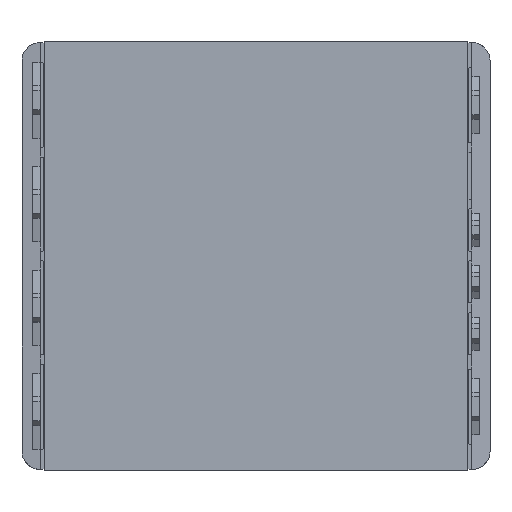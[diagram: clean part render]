
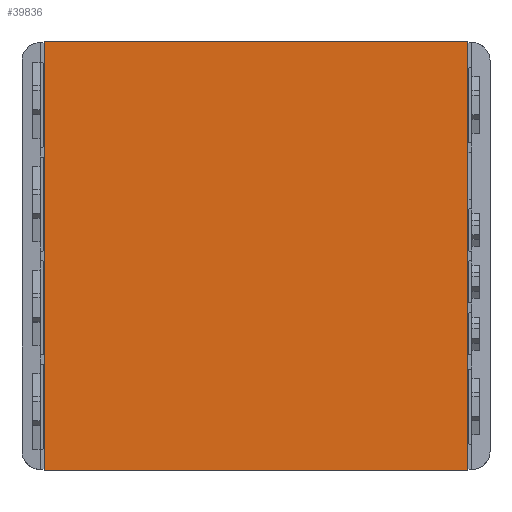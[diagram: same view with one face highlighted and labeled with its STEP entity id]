
A CAD part, top view. The second image highlights one B-rep face of the part: STEP entity #39836.
In plain terms, the highlighted face is planar.
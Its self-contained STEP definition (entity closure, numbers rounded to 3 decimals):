
#2136 = EDGE_CURVE ( 'NONE', #20122, #34130, #28427, .T. ) ;
#2863 = CARTESIAN_POINT ( 'NONE',  ( -2.44, -24.153, -16.388 ) ) ;
#4524 = CARTESIAN_POINT ( 'NONE',  ( -24.94, -24.153, -16.388 ) ) ;
#5425 = ORIENTED_EDGE ( 'NONE', *, *, #19849, .T. ) ;
#7064 = VERTEX_POINT ( 'NONE', #29141 ) ;
#8164 = EDGE_LOOP ( 'NONE', ( #14338, #10287, #26765, #5425 ) ) ;
#9080 = CARTESIAN_POINT ( 'NONE',  ( -2.44, -24.153, -16.388 ) ) ;
#9162 = VECTOR ( 'NONE', #23119, 1000. ) ;
#10287 = ORIENTED_EDGE ( 'NONE', *, *, #36164, .T. ) ;
#10847 = VECTOR ( 'NONE', #12263, 1000. ) ;
#12263 = DIRECTION ( 'NONE',  ( 0., -1., 0. ) ) ;
#12823 = DIRECTION ( 'NONE',  ( 0., 1., 0. ) ) ;
#13168 = VECTOR ( 'NONE', #12823, 1000. ) ;
#14338 = ORIENTED_EDGE ( 'NONE', *, *, #2136, .T. ) ;
#14367 = CARTESIAN_POINT ( 'NONE',  ( 0., 0., -16.388 ) ) ;
#16291 = EDGE_CURVE ( 'NONE', #7064, #29897, #34370, .T. ) ;
#17559 = DIRECTION ( 'NONE',  ( -1., 0., 0. ) ) ;
#17892 = CARTESIAN_POINT ( 'NONE',  ( -24.94, -46.953, -16.388 ) ) ;
#19849 = EDGE_CURVE ( 'NONE', #29897, #20122, #38377, .T. ) ;
#19959 = CARTESIAN_POINT ( 'NONE',  ( -2.44, -46.953, -16.388 ) ) ;
#20122 = VERTEX_POINT ( 'NONE', #4524 ) ;
#20608 = PLANE ( 'NONE',  #34536 ) ;
#23119 = DIRECTION ( 'NONE',  ( -1., 0., 0. ) ) ;
#25380 = CARTESIAN_POINT ( 'NONE',  ( -24.94, -46.953, -16.388 ) ) ;
#26765 = ORIENTED_EDGE ( 'NONE', *, *, #16291, .T. ) ;
#27495 = VECTOR ( 'NONE', #27607, 1000. ) ;
#27607 = DIRECTION ( 'NONE',  ( 1., 0., 0. ) ) ;
#28427 = LINE ( 'NONE', #40023, #27495 ) ;
#29141 = CARTESIAN_POINT ( 'NONE',  ( -2.44, -46.953, -16.388 ) ) ;
#29897 = VERTEX_POINT ( 'NONE', #17892 ) ;
#34130 = VERTEX_POINT ( 'NONE', #2863 ) ;
#34370 = LINE ( 'NONE', #19959, #9162 ) ;
#34536 = AXIS2_PLACEMENT_3D ( 'NONE', #14367, #36480, #17559 ) ;
#35977 = FACE_OUTER_BOUND ( 'NONE', #8164, .T. ) ;
#36028 = LINE ( 'NONE', #9080, #10847 ) ;
#36164 = EDGE_CURVE ( 'NONE', #34130, #7064, #36028, .T. ) ;
#36480 = DIRECTION ( 'NONE',  ( 0., 0., -1. ) ) ;
#38377 = LINE ( 'NONE', #25380, #13168 ) ;
#39836 = ADVANCED_FACE ( 'NONE', ( #35977 ), #20608, .T. ) ;
#40023 = CARTESIAN_POINT ( 'NONE',  ( -24.94, -24.153, -16.388 ) ) ;
